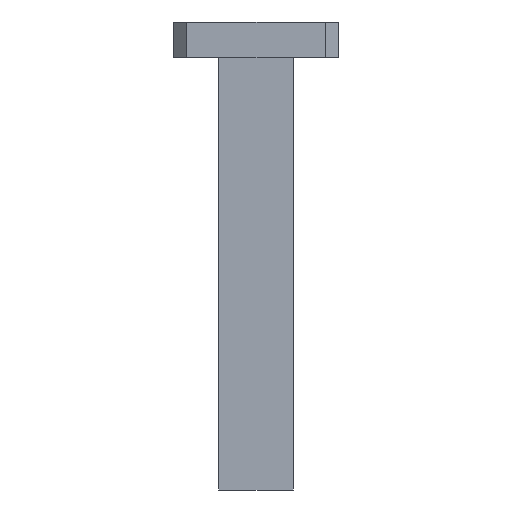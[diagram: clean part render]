
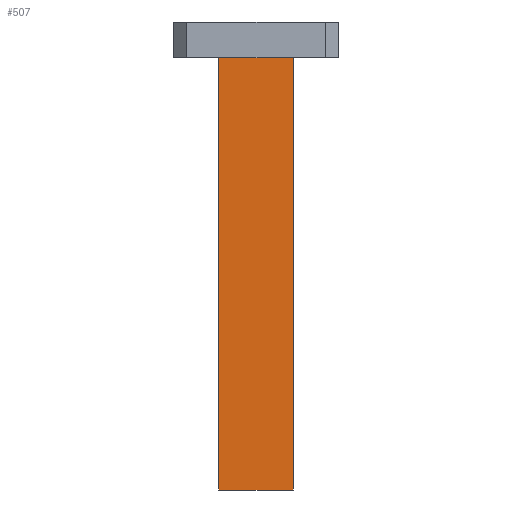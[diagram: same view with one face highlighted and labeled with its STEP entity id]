
A CAD part, front view. The second image highlights one B-rep face of the part: STEP entity #507.
In plain terms, the highlighted planar face has unit normal (0, -1, 0).
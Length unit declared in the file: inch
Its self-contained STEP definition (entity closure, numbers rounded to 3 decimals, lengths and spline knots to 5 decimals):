
#29 = DIRECTION ( 'NONE',  ( -1., 0., 0. ) ) ;
#34 = LINE ( 'NONE', #924, #917 ) ;
#35 = CARTESIAN_POINT ( 'NONE',  ( -2.95532, 0.94713, -0.77105 ) ) ;
#38 = CARTESIAN_POINT ( 'NONE',  ( -2.55532, 0.94713, -0.77105 ) ) ;
#39 = ORIENTED_EDGE ( 'NONE', *, *, #680, .T. ) ;
#50 = EDGE_LOOP ( 'NONE', ( #848, #635, #581, #39 ) ) ;
#89 = PLANE ( 'NONE',  #803 ) ;
#91 = CARTESIAN_POINT ( 'NONE',  ( -2.55532, 0.94713, 1.53895 ) ) ;
#113 = VERTEX_POINT ( 'NONE', #35 ) ;
#197 = CARTESIAN_POINT ( 'NONE',  ( -2.95532, 0.94713, 1.53895 ) ) ;
#198 = LINE ( 'NONE', #377, #355 ) ;
#216 = VERTEX_POINT ( 'NONE', #197 ) ;
#293 = EDGE_CURVE ( 'NONE', #766, #113, #198, .T. ) ;
#355 = VECTOR ( 'NONE', #506, 39.37008 ) ;
#377 = CARTESIAN_POINT ( 'NONE',  ( -2.95532, 0.94713, -0.77105 ) ) ;
#389 = LINE ( 'NONE', #694, #844 ) ;
#416 = CARTESIAN_POINT ( 'NONE',  ( -2.55532, 0.94713, -0.77105 ) ) ;
#468 = DIRECTION ( 'NONE',  ( 0., 1., 0. ) ) ;
#506 = DIRECTION ( 'NONE',  ( -1., 0., 0. ) ) ;
#507 = ADVANCED_FACE ( 'NONE', ( #587 ), #89, .F. ) ;
#531 = CARTESIAN_POINT ( 'NONE',  ( -2.95532, 0.94713, -0.77105 ) ) ;
#581 = ORIENTED_EDGE ( 'NONE', *, *, #293, .F. ) ;
#587 = FACE_OUTER_BOUND ( 'NONE', #50, .T. ) ;
#600 = VECTOR ( 'NONE', #850, 39.37008 ) ;
#629 = DIRECTION ( 'NONE',  ( -1., 0., 0. ) ) ;
#635 = ORIENTED_EDGE ( 'NONE', *, *, #703, .F. ) ;
#673 = LINE ( 'NONE', #38, #600 ) ;
#680 = EDGE_CURVE ( 'NONE', #766, #887, #673, .T. ) ;
#694 = CARTESIAN_POINT ( 'NONE',  ( -2.95532, 0.94713, -0.77105 ) ) ;
#703 = EDGE_CURVE ( 'NONE', #113, #216, #389, .T. ) ;
#748 = EDGE_CURVE ( 'NONE', #887, #216, #34, .T. ) ;
#766 = VERTEX_POINT ( 'NONE', #416 ) ;
#769 = DIRECTION ( 'NONE',  ( 0., 0., 1. ) ) ;
#803 = AXIS2_PLACEMENT_3D ( 'NONE', #531, #468, #29 ) ;
#844 = VECTOR ( 'NONE', #769, 39.37008 ) ;
#848 = ORIENTED_EDGE ( 'NONE', *, *, #748, .T. ) ;
#850 = DIRECTION ( 'NONE',  ( 0., 0., 1. ) ) ;
#887 = VERTEX_POINT ( 'NONE', #91 ) ;
#917 = VECTOR ( 'NONE', #629, 39.37008 ) ;
#924 = CARTESIAN_POINT ( 'NONE',  ( -2.95532, 0.94713, 1.53895 ) ) ;
